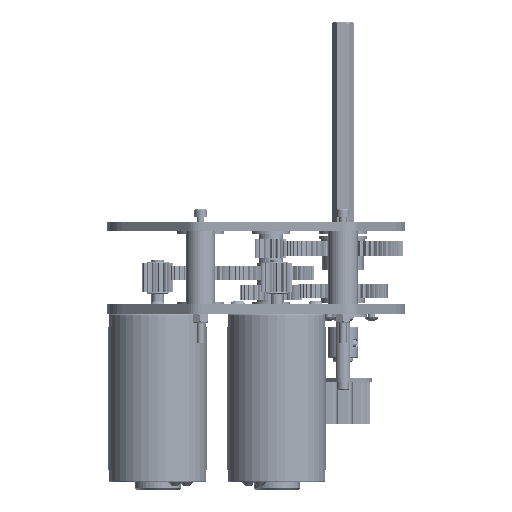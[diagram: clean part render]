
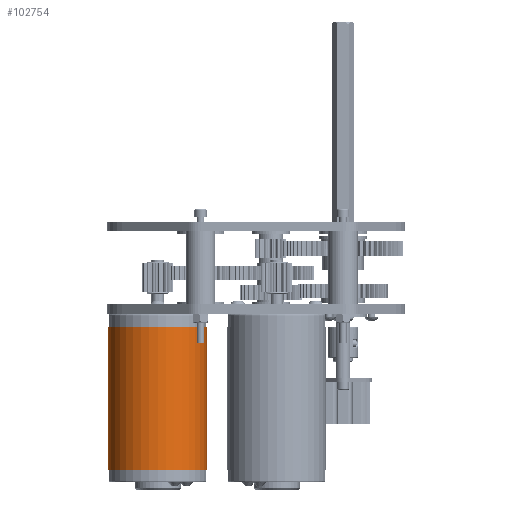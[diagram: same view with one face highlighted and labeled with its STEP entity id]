
A CAD part, left-side view. The second image highlights one B-rep face of the part: STEP entity #102754.
In plain terms, the highlighted cylindrical face has radius 32.004 mm (diameter 64.008 mm), a partial arc.
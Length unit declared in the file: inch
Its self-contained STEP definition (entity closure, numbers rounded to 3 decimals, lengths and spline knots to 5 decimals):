
#6888 = EDGE_CURVE ( 'NONE', #37836, #47254, #70374, .T. ) ;
#19240 = AXIS2_PLACEMENT_3D ( 'NONE', #65075, #148526, #77107 ) ;
#21035 = CIRCLE ( 'NONE', #19240, 1.26 ) ;
#33767 = CARTESIAN_POINT ( 'NONE',  ( 3.99096, 0., 1.26 ) ) ;
#37136 = DIRECTION ( 'NONE',  ( 1., 0., 0. ) ) ;
#37836 = VERTEX_POINT ( 'NONE', #76091 ) ;
#38703 = VECTOR ( 'NONE', #149254, 39.37008 ) ;
#43556 = EDGE_CURVE ( 'NONE', #47254, #120799, #21035, .T. ) ;
#45777 = AXIS2_PLACEMENT_3D ( 'NONE', #124940, #53469, #136914 ) ;
#47254 = VERTEX_POINT ( 'NONE', #85901 ) ;
#52070 = ORIENTED_EDGE ( 'NONE', *, *, #6888, .F. ) ;
#53469 = DIRECTION ( 'NONE',  ( 1., 0., 0. ) ) ;
#56362 = DIRECTION ( 'NONE',  ( 1., 0., 0. ) ) ;
#57164 = CYLINDRICAL_SURFACE ( 'NONE', #153575, 1.26 ) ;
#60114 = CARTESIAN_POINT ( 'NONE',  ( 0.324, 0., 1.26 ) ) ;
#61560 = DIRECTION ( 'NONE',  ( 0., 0., -1. ) ) ;
#62329 = ORIENTED_EDGE ( 'NONE', *, *, #80089, .T. ) ;
#65075 = CARTESIAN_POINT ( 'NONE',  ( 3.99096, 0., 0. ) ) ;
#70374 = LINE ( 'NONE', #77851, #38703 ) ;
#72098 = FACE_OUTER_BOUND ( 'NONE', #137414, .T. ) ;
#76091 = CARTESIAN_POINT ( 'NONE',  ( 0.324, 0., -1.26 ) ) ;
#77107 = DIRECTION ( 'NONE',  ( 0., 0., -1. ) ) ;
#77851 = CARTESIAN_POINT ( 'NONE',  ( 0., 0., -1.26 ) ) ;
#80089 = EDGE_CURVE ( 'NONE', #109516, #120799, #137118, .T. ) ;
#85065 = CARTESIAN_POINT ( 'NONE',  ( 0., 0., 0. ) ) ;
#85901 = CARTESIAN_POINT ( 'NONE',  ( 3.99096, 0., -1.26 ) ) ;
#102754 = ADVANCED_FACE ( 'NONE', ( #72098 ), #57164, .T. ) ;
#107468 = CIRCLE ( 'NONE', #45777, 1.26 ) ;
#109516 = VERTEX_POINT ( 'NONE', #60114 ) ;
#120799 = VERTEX_POINT ( 'NONE', #33767 ) ;
#124940 = CARTESIAN_POINT ( 'NONE',  ( 0.324, 0., 0. ) ) ;
#127838 = CARTESIAN_POINT ( 'NONE',  ( 0., 0., 1.26 ) ) ;
#135413 = ORIENTED_EDGE ( 'NONE', *, *, #139928, .T. ) ;
#136914 = DIRECTION ( 'NONE',  ( 0., 0., -1. ) ) ;
#137118 = LINE ( 'NONE', #127838, #140829 ) ;
#137414 = EDGE_LOOP ( 'NONE', ( #135413, #62329, #152558, #52070 ) ) ;
#139928 = EDGE_CURVE ( 'NONE', #37836, #109516, #107468, .T. ) ;
#140829 = VECTOR ( 'NONE', #56362, 39.37008 ) ;
#148526 = DIRECTION ( 'NONE',  ( 1., 0., 0. ) ) ;
#149254 = DIRECTION ( 'NONE',  ( 1., 0., 0. ) ) ;
#152558 = ORIENTED_EDGE ( 'NONE', *, *, #43556, .F. ) ;
#153575 = AXIS2_PLACEMENT_3D ( 'NONE', #85065, #37136, #61560 ) ;
